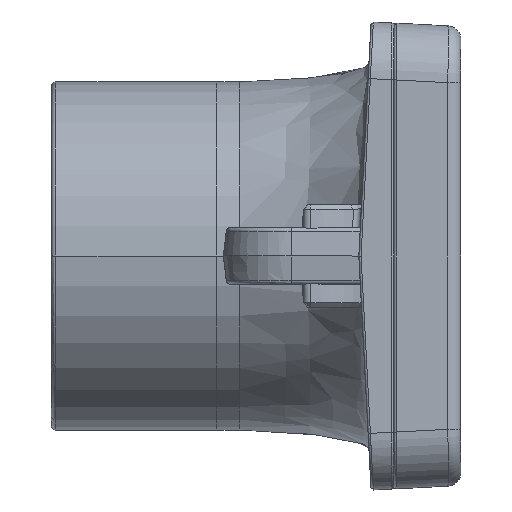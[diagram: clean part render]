
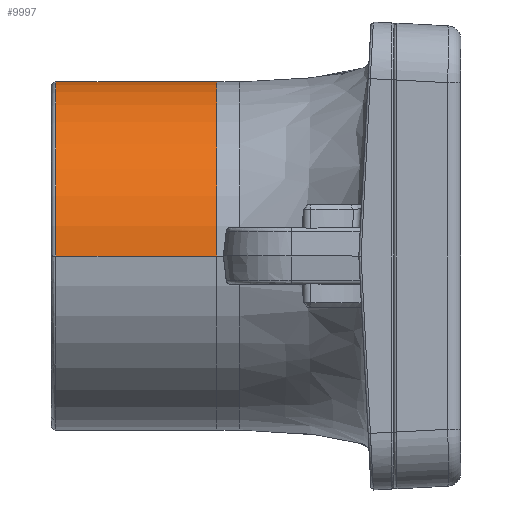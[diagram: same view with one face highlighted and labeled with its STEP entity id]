
A CAD part, left-side view. The second image highlights one B-rep face of the part: STEP entity #9997.
In plain terms, the highlighted cylindrical face has radius 7.806 mm (diameter 15.611 mm), a partial arc.
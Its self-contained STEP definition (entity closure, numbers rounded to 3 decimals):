
#9917=CARTESIAN_POINT('',(236.355,20.56,0.));
#9918=VERTEX_POINT('',#9917);
#9945=CARTESIAN_POINT('',(244.161,20.56,7.645));
#9946=VERTEX_POINT('',#9945);
#9956=CARTESIAN_POINT('',(244.16,20.56,-0.161));
#9957=DIRECTION('',(-1.,0.,0.021));
#9958=DIRECTION('',(0.,1.,0.));
#9959=AXIS2_PLACEMENT_3D('',#9956,#9958,#9957);
#9960=CIRCLE('',#9959,7.806);
#9961=EDGE_CURVE('',#9918,#9946,#9960,.T.);
#9966=CARTESIAN_POINT('',(244.159,13.49,-0.161));
#9967=DIRECTION('',(0.,0.,1.));
#9968=DIRECTION('',(0.,1.,0.));
#9969=AXIS2_PLACEMENT_3D('',#9966,#9968,#9967);
#9970=CYLINDRICAL_SURFACE('',#9969,7.806);
#9971=CARTESIAN_POINT('',(244.161,13.49,7.645));
#9972=VERTEX_POINT('',#9971);
#9973=CARTESIAN_POINT('',(244.161,13.49,7.645));
#9974=DIRECTION('',(0.,1.,0.));
#9975=VECTOR('',#9974,7.07);
#9976=LINE('',#9973,#9975);
#9977=EDGE_CURVE('',#9972,#9946,#9976,.T.);
#9978=ORIENTED_EDGE('',*,*,#9977,.T.);
#9979=ORIENTED_EDGE('',*,*,#9961,.F.);
#9980=CARTESIAN_POINT('',(236.355,13.49,0.));
#9981=VERTEX_POINT('',#9980);
#9982=CARTESIAN_POINT('',(236.355,20.56,0.));
#9983=DIRECTION('',(0.,-1.,0.));
#9984=VECTOR('',#9983,7.07);
#9985=LINE('',#9982,#9984);
#9986=EDGE_CURVE('',#9918,#9981,#9985,.T.);
#9987=ORIENTED_EDGE('',*,*,#9986,.T.);
#9988=CARTESIAN_POINT('',(244.159,13.49,-0.161));
#9989=DIRECTION('',(-1.,0.,0.021));
#9990=DIRECTION('',(0.,1.,0.));
#9991=AXIS2_PLACEMENT_3D('',#9988,#9990,#9989);
#9992=CIRCLE('',#9991,7.806);
#9993=EDGE_CURVE('',#9981,#9972,#9992,.T.);
#9994=ORIENTED_EDGE('',*,*,#9993,.T.);
#9995=EDGE_LOOP('',(#9978,#9979,#9987,#9994));
#9996=FACE_OUTER_BOUND('',#9995,.T.);
#9997=ADVANCED_FACE('',(#9996),#9970,.T.);
